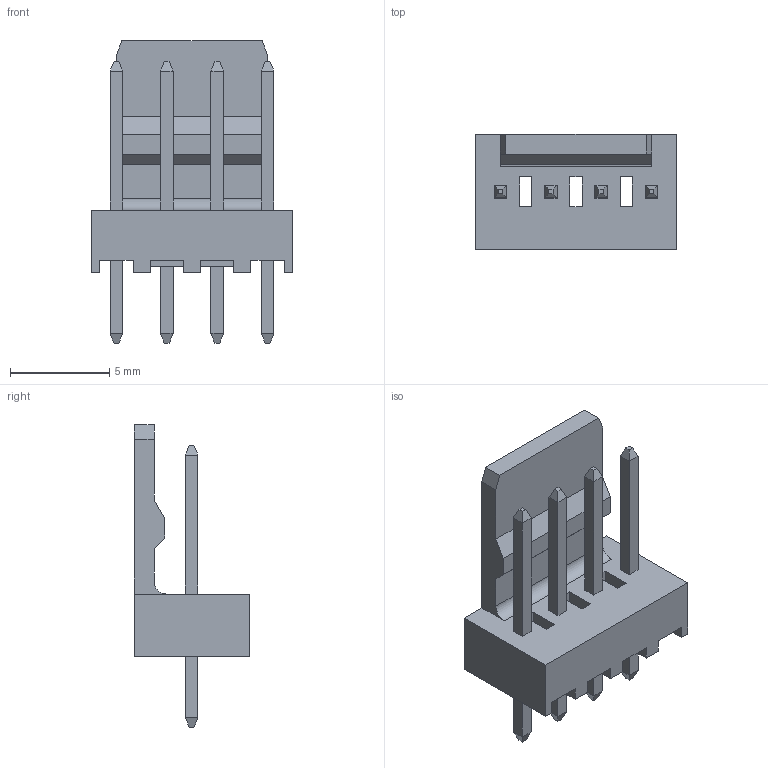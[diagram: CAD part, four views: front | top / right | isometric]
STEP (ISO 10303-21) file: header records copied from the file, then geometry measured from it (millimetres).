
FILE_DESCRIPTION( ( '' ), ' ' );
FILE_NAME( '5a6b3dd59400d90c0b06a6af.step', '2018-01-26T14:40:22', ( '' ), ( '' ), ' ', ' ', ' ' );
FILE_SCHEMA( ( 'AUTOMOTIVE_DESIGN { 1 0 10303 214 1 1 1 1 }' ) );
Length unit declared in the file: metre
Products named in the file (9): Open CASCADE STEP translator 6.8 3; Open CASCADE STEP translator 6.8 2
Bounding box: 10.16 x 5.8 x 15.26 mm (x, y, z)
Volume: 245.1 mm3; surface area: 540.2 mm2
Topology: 1 solids, 1 shells, 133 faces, 345 edges, 230 vertices
Faces by surface type: plane 132, cylinder 1
Entity records: 6862 total; most frequent: CARTESIAN_POINT 717, ORIENTED_EDGE 674, DIRECTION 639, STYLED_ITEM 478, PRESENTATION_STYLE_ASSIGNMENT 478, COLOUR_RGB 478, CURVE_STYLE 345, DRAUGHTING_PRE_DEFINED_CURVE_FONT 345
